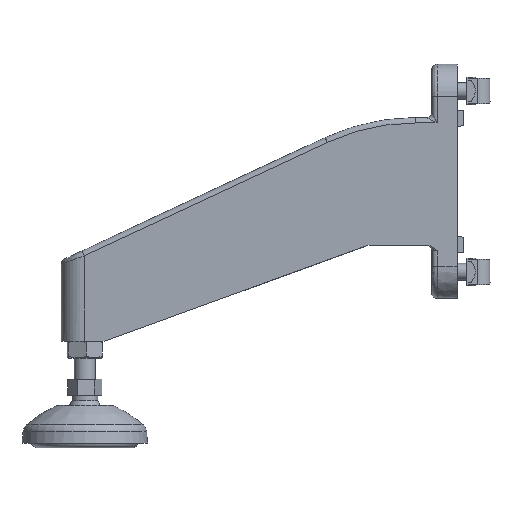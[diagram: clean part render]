
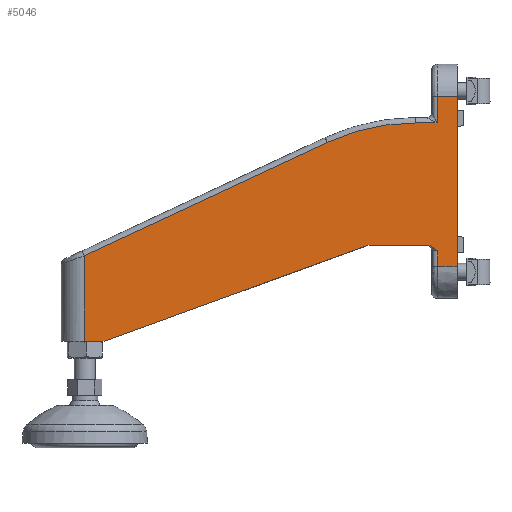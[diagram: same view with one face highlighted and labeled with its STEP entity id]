
A CAD part, front view. The second image highlights one B-rep face of the part: STEP entity #5046.
In plain terms, the highlighted planar face has unit normal (-0.023, -1, 0).
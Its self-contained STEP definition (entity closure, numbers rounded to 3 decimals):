
#136=B_SPLINE_CURVE_WITH_KNOTS('',3,(#8917,#8918,#8919,#8920,#8921,#8922,
#8923,#8924,#8925,#8926),.UNSPECIFIED.,.F.,.F.,(4,2,2,2,4),(-1.749,
-1.602,-1.455,-1.359,-1.264),
 .UNSPECIFIED.);
#269=PLANE('',#5627);
#368=ELLIPSE('',#5624,5.001,5.);
#370=ELLIPSE('',#5629,97.525,97.5);
#623=FACE_OUTER_BOUND('',#944,.T.);
#944=EDGE_LOOP('',(#3936,#3937,#3938,#3939,#3940,#3941,#3942,#3943,#3944,
#3945,#3946,#3947,#3948,#3949));
#1377=LINE('',#8872,#1803);
#1389=LINE('',#8913,#1815);
#1390=LINE('',#8915,#1816);
#1391=LINE('',#8928,#1817);
#1392=LINE('',#8932,#1818);
#1393=LINE('',#8934,#1819);
#1394=LINE('',#8936,#1820);
#1395=LINE('',#8938,#1821);
#1396=LINE('',#8942,#1822);
#1397=LINE('',#8943,#1823);
#1803=VECTOR('',#6605,8.735);
#1815=VECTOR('',#6629,130.72);
#1816=VECTOR('',#6630,28.121);
#1817=VECTOR('',#6631,7.506);
#1818=VECTOR('',#6634,80.);
#1819=VECTOR('',#6635,9.56);
#1820=VECTOR('',#6636,12.5);
#1821=VECTOR('',#6637,10.333);
#1822=VECTOR('',#6640,125.987);
#1823=VECTOR('',#6641,40.132);
#2080=CIRCLE('',#5628,7193.019);
#2400=VERTEX_POINT('',#8869);
#2401=VERTEX_POINT('',#8871);
#2403=VERTEX_POINT('',#8877);
#2414=VERTEX_POINT('',#8912);
#2415=VERTEX_POINT('',#8914);
#2416=VERTEX_POINT('',#8916);
#2417=VERTEX_POINT('',#8927);
#2418=VERTEX_POINT('',#8929);
#2419=VERTEX_POINT('',#8931);
#2420=VERTEX_POINT('',#8933);
#2421=VERTEX_POINT('',#8935);
#2422=VERTEX_POINT('',#8937);
#2423=VERTEX_POINT('',#8939);
#2424=VERTEX_POINT('',#8941);
#2962=EDGE_CURVE('',#2400,#2401,#1377,.F.);
#2966=EDGE_CURVE('',#2403,#2400,#368,.T.);
#2978=EDGE_CURVE('',#2414,#2403,#1389,.T.);
#2979=EDGE_CURVE('',#2414,#2415,#1390,.T.);
#2980=EDGE_CURVE('',#2416,#2415,#136,.T.);
#2981=EDGE_CURVE('',#2417,#2416,#1391,.T.);
#2982=EDGE_CURVE('',#2418,#2417,#2080,.T.);
#2983=EDGE_CURVE('',#2418,#2419,#1392,.T.);
#2984=EDGE_CURVE('',#2420,#2419,#1393,.T.);
#2985=EDGE_CURVE('',#2420,#2421,#1394,.T.);
#2986=EDGE_CURVE('',#2422,#2421,#1395,.T.);
#2987=EDGE_CURVE('',#2423,#2422,#370,.T.);
#2988=EDGE_CURVE('',#2424,#2423,#1396,.T.);
#2989=EDGE_CURVE('',#2401,#2424,#1397,.T.);
#3936=ORIENTED_EDGE('',*,*,#2966,.F.);
#3937=ORIENTED_EDGE('',*,*,#2978,.F.);
#3938=ORIENTED_EDGE('',*,*,#2979,.T.);
#3939=ORIENTED_EDGE('',*,*,#2980,.F.);
#3940=ORIENTED_EDGE('',*,*,#2981,.F.);
#3941=ORIENTED_EDGE('',*,*,#2982,.F.);
#3942=ORIENTED_EDGE('',*,*,#2983,.T.);
#3943=ORIENTED_EDGE('',*,*,#2984,.F.);
#3944=ORIENTED_EDGE('',*,*,#2985,.T.);
#3945=ORIENTED_EDGE('',*,*,#2986,.F.);
#3946=ORIENTED_EDGE('',*,*,#2987,.F.);
#3947=ORIENTED_EDGE('',*,*,#2988,.F.);
#3948=ORIENTED_EDGE('',*,*,#2989,.F.);
#3949=ORIENTED_EDGE('',*,*,#2962,.F.);
#5046=ADVANCED_FACE('',(#623),#269,.T.);
#5624=AXIS2_PLACEMENT_3D('',#8879,#6612,#6613);
#5627=AXIS2_PLACEMENT_3D('',#8911,#6627,#6628);
#5628=AXIS2_PLACEMENT_3D('',#8930,#6632,#6633);
#5629=AXIS2_PLACEMENT_3D('',#8940,#6638,#6639);
#6605=DIRECTION('',(1.,-0.023,0.));
#6612=DIRECTION('center_axis',(0.023,1.,0.));
#6613=DIRECTION('ref_axis',(1.,-0.023,0.));
#6627=DIRECTION('center_axis',(-0.023,-1.,0.));
#6628=DIRECTION('ref_axis',(0.,0.,-1.));
#6629=DIRECTION('',(-0.939,0.021,-0.342));
#6630=DIRECTION('',(1.,-0.023,0.));
#6631=DIRECTION('',(0.,0.,1.));
#6632=DIRECTION('center_axis',(-0.023,-1.,0.));
#6633=DIRECTION('ref_axis',(-0.001,0.,1.));
#6634=DIRECTION('',(0.,0.,1.));
#6635=DIRECTION('',(1.,-0.023,0.));
#6636=DIRECTION('',(0.,0.,-1.));
#6637=DIRECTION('',(1.,-0.023,0.));
#6638=DIRECTION('center_axis',(0.023,1.,0.));
#6639=DIRECTION('ref_axis',(-1.,0.023,0.));
#6640=DIRECTION('',(0.906,-0.021,0.423));
#6641=DIRECTION('',(0.,0.,1.));
#8869=CARTESIAN_POINT('',(-166.518,-11.197,-32.516));
#8871=CARTESIAN_POINT('',(-175.251,-10.997,-32.516));
#8872=CARTESIAN_POINT('',(-175.251,-10.997,-32.516));
#8877=CARTESIAN_POINT('',(-164.808,-11.236,-32.215));
#8879=CARTESIAN_POINT('Origin',(-166.518,-11.197,-27.516));
#8911=CARTESIAN_POINT('Origin',(0.,-15.,-7.516));
#8912=CARTESIAN_POINT('',(-42.,-14.041,12.484));
#8913=CARTESIAN_POINT('',(-42.,-14.041,12.484));
#8914=CARTESIAN_POINT('',(-13.886,-14.683,12.484));
#8915=CARTESIAN_POINT('',(-42.,-14.041,12.484));
#8916=CARTESIAN_POINT('',(-9.557,-14.782,9.984));
#8917=CARTESIAN_POINT('Ctrl Pts',(-9.557,-14.782,9.984));
#8918=CARTESIAN_POINT('Ctrl Pts',(-9.903,-14.774,10.33));
#8919=CARTESIAN_POINT('Ctrl Pts',(-10.284,-14.765,10.712));
#8920=CARTESIAN_POINT('Ctrl Pts',(-11.094,-14.747,11.411));
#8921=CARTESIAN_POINT('Ctrl Pts',(-11.526,-14.737,11.726));
#8922=CARTESIAN_POINT('Ctrl Pts',(-12.238,-14.72,12.109));
#8923=CARTESIAN_POINT('Ctrl Pts',(-12.559,-14.713,12.247));
#8924=CARTESIAN_POINT('Ctrl Pts',(-13.224,-14.698,12.435));
#8925=CARTESIAN_POINT('Ctrl Pts',(-13.568,-14.69,12.484));
#8926=CARTESIAN_POINT('Ctrl Pts',(-13.886,-14.683,12.484));
#8927=CARTESIAN_POINT('',(-9.557,-14.782,2.477));
#8928=CARTESIAN_POINT('',(-9.557,-14.782,2.477));
#8929=CARTESIAN_POINT('',(0.,-15.,2.484));
#8930=CARTESIAN_POINT('Origin',(-0.172,-14.996,-7190.535));
#8931=CARTESIAN_POINT('',(0.,-15.,82.484));
#8932=CARTESIAN_POINT('',(0.,-15.,2.484));
#8933=CARTESIAN_POINT('',(-9.557,-14.782,82.484));
#8934=CARTESIAN_POINT('',(-9.557,-14.782,82.484));
#8935=CARTESIAN_POINT('',(-9.557,-14.782,69.984));
#8936=CARTESIAN_POINT('',(-9.557,-14.782,82.484));
#8937=CARTESIAN_POINT('',(-19.888,-14.546,69.984));
#8938=CARTESIAN_POINT('',(-19.888,-14.546,69.984));
#8939=CARTESIAN_POINT('',(-61.093,-13.605,60.849));
#8940=CARTESIAN_POINT('Origin',(-19.888,-14.546,-27.516));
#8941=CARTESIAN_POINT('',(-175.251,-10.997,7.616));
#8942=CARTESIAN_POINT('',(-175.251,-10.997,7.616));
#8943=CARTESIAN_POINT('',(-175.251,-10.997,-32.516));
